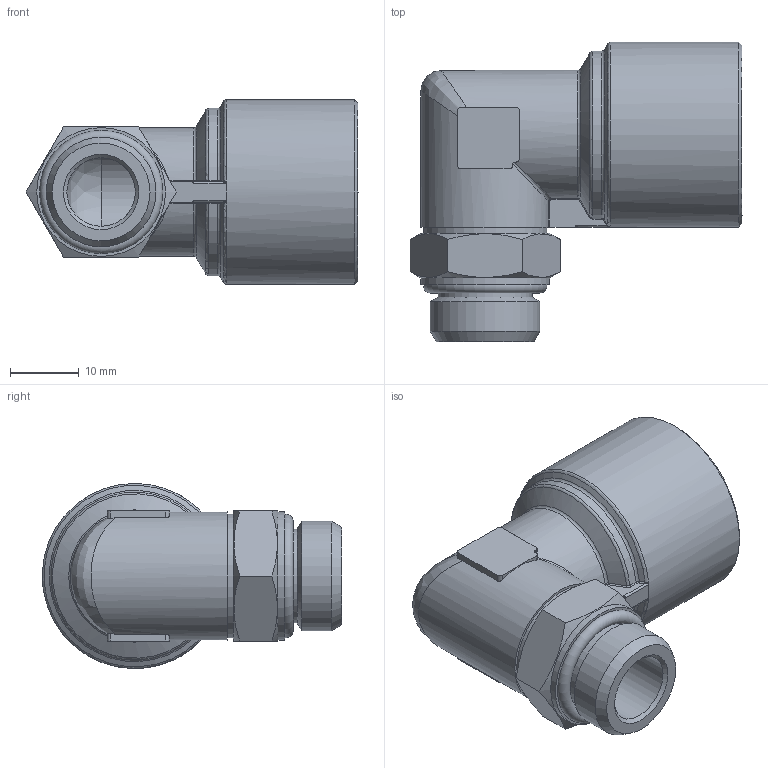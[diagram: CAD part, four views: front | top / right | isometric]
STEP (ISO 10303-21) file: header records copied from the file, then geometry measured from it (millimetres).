
FILE_DESCRIPTION(( 'MAF.16.16.M16X1.5.stp' ), '1');
FILE_NAME( 'MAF.16.16.M16X1.5.stp', '2021-02-19T15:26:59',( 'Sopra'),('sopra-pneumatic.com'), 'SwSTEP 2.0','SolidWorks 2009','' );
FILE_SCHEMA( ( 'AUTOMOTIVE_DESIGN { 1 0 10303 214 1 1 1 1 }' ) );
Length unit declared in the file: millimetre
Products named in the file (1): Rivoluzione2
Bounding box: 48.47 x 43.7 x 27 mm (x, y, z)
Volume: 16399.7 mm3; surface area: 9827.1 mm2
Topology: 1 solids, 1 shells, 249 faces, 645 edges, 420 vertices
Faces by surface type: plane 103, bspline 92, cylinder 37, cone 10, torus 7
Full cylindrical faces by diameter (mm): 10 x2, 11.8 x1, 12.5 x1, 13.7 x1, 16 x1, 16.18 x2, 18 x1, 18.8 x1, 23 x1, 27 x1
Entity records: 13830 total; most frequent: CARTESIAN_POINT 6522, ORIENTED_EDGE 1232, DIRECTION 796, EDGE_CURVE 616, VERTEX_POINT 415, LINE 306, VECTOR 306, EDGE_LOOP 296
